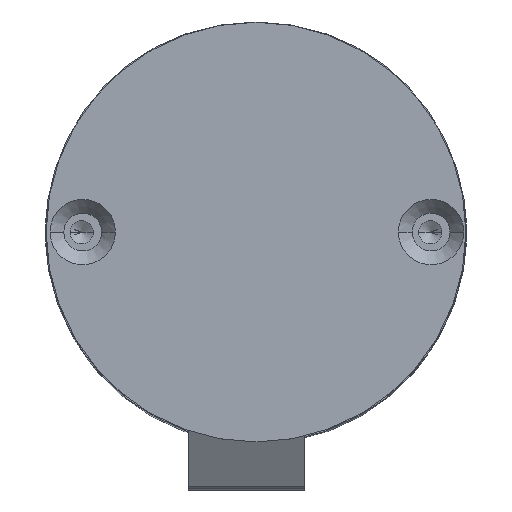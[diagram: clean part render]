
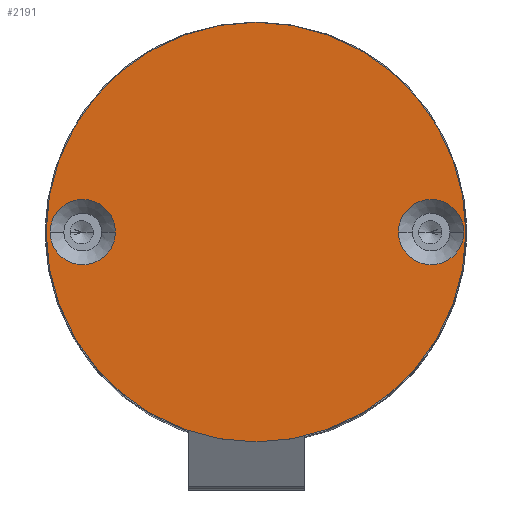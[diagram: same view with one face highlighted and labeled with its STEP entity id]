
A CAD part, top view. The second image highlights one B-rep face of the part: STEP entity #2191.
In plain terms, the highlighted face is planar.
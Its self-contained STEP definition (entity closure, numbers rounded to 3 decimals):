
#46 = ORIENTED_EDGE ( 'NONE', *, *, #2251, .F. ) ;
#251 = DIRECTION ( 'NONE',  ( 0., 0., 1. ) ) ;
#275 = CARTESIAN_POINT ( 'NONE',  ( 0., 1.5, -12.061 ) ) ;
#446 = CARTESIAN_POINT ( 'NONE',  ( 0., 1.5, 0. ) ) ;
#469 = DIRECTION ( 'NONE',  ( 0., 1., 0. ) ) ;
#489 = VERTEX_POINT ( 'NONE', #3182 ) ;
#547 = CARTESIAN_POINT ( 'NONE',  ( 0., 1.5, 9.683 ) ) ;
#567 = ORIENTED_EDGE ( 'NONE', *, *, #1459, .T. ) ;
#575 = EDGE_LOOP ( 'NONE', ( #2402, #46 ) ) ;
#619 = VERTEX_POINT ( 'NONE', #972 ) ;
#685 = AXIS2_PLACEMENT_3D ( 'NONE', #3908, #688, #707 ) ;
#688 = DIRECTION ( 'NONE',  ( 0., 1., 0. ) ) ;
#707 = DIRECTION ( 'NONE',  ( 0., 0., 1. ) ) ;
#724 = VERTEX_POINT ( 'NONE', #547 ) ;
#735 = DIRECTION ( 'NONE',  ( 0., 1., 0. ) ) ;
#789 = CIRCLE ( 'NONE', #1192, 14.45 ) ;
#826 = AXIS2_PLACEMENT_3D ( 'NONE', #3036, #735, #2244 ) ;
#957 = EDGE_CURVE ( 'NONE', #3807, #724, #3120, .T. ) ;
#972 = CARTESIAN_POINT ( 'NONE',  ( 0., 1.5, -14.45 ) ) ;
#998 = DIRECTION ( 'NONE',  ( 0., 0., 1. ) ) ;
#1192 = AXIS2_PLACEMENT_3D ( 'NONE', #3708, #1436, #2134 ) ;
#1332 = EDGE_CURVE ( 'NONE', #489, #4839, #2724, .T. ) ;
#1436 = DIRECTION ( 'NONE',  ( 0., 1., 0. ) ) ;
#1459 = EDGE_CURVE ( 'NONE', #3507, #619, #2397, .T. ) ;
#1558 = FACE_BOUND ( 'NONE', #575, .T. ) ;
#1605 = DIRECTION ( 'NONE',  ( 0., 1., 0. ) ) ;
#1922 = AXIS2_PLACEMENT_3D ( 'NONE', #4399, #4000, #998 ) ;
#1951 = CARTESIAN_POINT ( 'NONE',  ( 0., 1.5, -12.061 ) ) ;
#2134 = DIRECTION ( 'NONE',  ( 0., 0., 1. ) ) ;
#2187 = CIRCLE ( 'NONE', #685, 2.25 ) ;
#2191 = ADVANCED_FACE ( 'NONE', ( #3886, #1558, #2702 ), #4216, .T. ) ;
#2223 = EDGE_CURVE ( 'NONE', #4839, #489, #3296, .T. ) ;
#2244 = DIRECTION ( 'NONE',  ( 0., 0., 1. ) ) ;
#2251 = EDGE_CURVE ( 'NONE', #724, #3807, #2187, .T. ) ;
#2397 = CIRCLE ( 'NONE', #1922, 14.45 ) ;
#2402 = ORIENTED_EDGE ( 'NONE', *, *, #957, .F. ) ;
#2662 = AXIS2_PLACEMENT_3D ( 'NONE', #446, #1605, #3071 ) ;
#2702 = FACE_OUTER_BOUND ( 'NONE', #3023, .T. ) ;
#2724 = CIRCLE ( 'NONE', #3599, 2.25 ) ;
#2750 = EDGE_LOOP ( 'NONE', ( #4806, #3029 ) ) ;
#3023 = EDGE_LOOP ( 'NONE', ( #3470, #567 ) ) ;
#3029 = ORIENTED_EDGE ( 'NONE', *, *, #1332, .F. ) ;
#3036 = CARTESIAN_POINT ( 'NONE',  ( 0., 1.5, 11.933 ) ) ;
#3071 = DIRECTION ( 'NONE',  ( 0., 0., 1. ) ) ;
#3120 = CIRCLE ( 'NONE', #826, 2.25 ) ;
#3169 = DIRECTION ( 'NONE',  ( 0., 0., 1. ) ) ;
#3182 = CARTESIAN_POINT ( 'NONE',  ( 0., 1.5, -14.311 ) ) ;
#3281 = DIRECTION ( 'NONE',  ( 0., 1., 0. ) ) ;
#3296 = CIRCLE ( 'NONE', #3922, 2.25 ) ;
#3470 = ORIENTED_EDGE ( 'NONE', *, *, #3879, .T. ) ;
#3507 = VERTEX_POINT ( 'NONE', #3611 ) ;
#3599 = AXIS2_PLACEMENT_3D ( 'NONE', #275, #3281, #251 ) ;
#3608 = CARTESIAN_POINT ( 'NONE',  ( 0., 1.5, -9.811 ) ) ;
#3611 = CARTESIAN_POINT ( 'NONE',  ( 0., 1.5, 14.45 ) ) ;
#3708 = CARTESIAN_POINT ( 'NONE',  ( 0., 1.5, 0. ) ) ;
#3807 = VERTEX_POINT ( 'NONE', #4298 ) ;
#3879 = EDGE_CURVE ( 'NONE', #619, #3507, #789, .T. ) ;
#3886 = FACE_BOUND ( 'NONE', #2750, .T. ) ;
#3908 = CARTESIAN_POINT ( 'NONE',  ( 0., 1.5, 11.933 ) ) ;
#3922 = AXIS2_PLACEMENT_3D ( 'NONE', #1951, #469, #3169 ) ;
#4000 = DIRECTION ( 'NONE',  ( 0., 1., 0. ) ) ;
#4216 = PLANE ( 'NONE',  #2662 ) ;
#4298 = CARTESIAN_POINT ( 'NONE',  ( 0., 1.5, 14.183 ) ) ;
#4399 = CARTESIAN_POINT ( 'NONE',  ( 0., 1.5, 0. ) ) ;
#4806 = ORIENTED_EDGE ( 'NONE', *, *, #2223, .F. ) ;
#4839 = VERTEX_POINT ( 'NONE', #3608 ) ;
